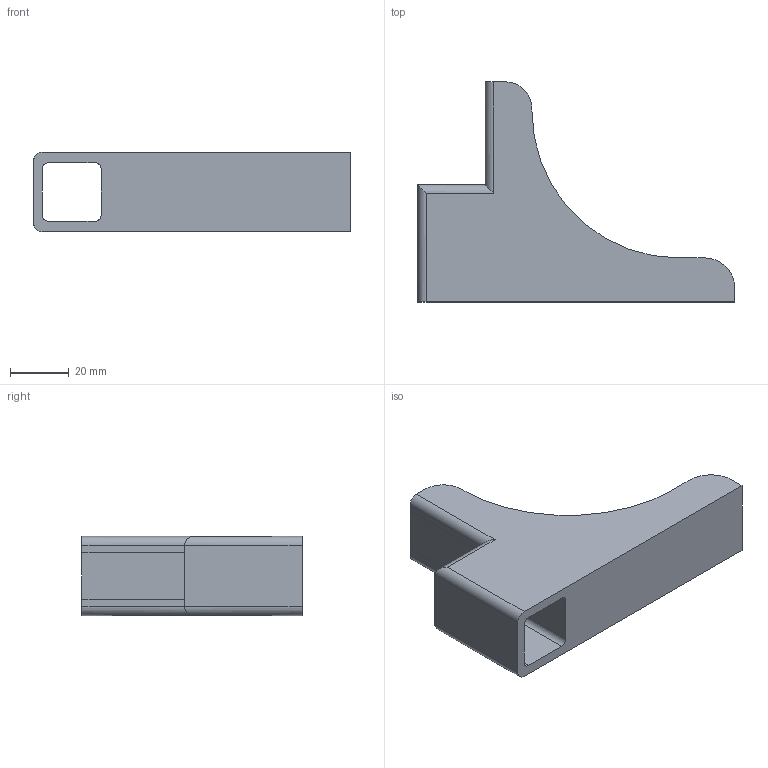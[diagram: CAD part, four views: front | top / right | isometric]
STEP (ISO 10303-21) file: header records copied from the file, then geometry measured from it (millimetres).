
FILE_DESCRIPTION(('FreeCAD Model'),'2;1');
FILE_NAME('Curve.step', '2018-03-01T20:14:20',('Author'),(''), 'Open CASCADE STEP processor 6.8','FreeCAD','Unknown');
FILE_SCHEMA(('AUTOMOTIVE_DESIGN_CC2 { 1 2 10303 214 -1 1 5 4 }'));
Length unit declared in the file: millimetre
Products named in the file (2): ASSEMBLY; Curve
Assembly tree (1 placements, depth 2):
  ASSEMBLY
    Curve
Bounding box: 108 x 75 x 27 mm (x, y, z)
Volume: 57968.7 mm3; surface area: 20322.3 mm2
Topology: 1 solids, 1 shells, 55 faces, 146 edges, 92 vertices
Faces by surface type: plane 30, cylinder 19, cone 6
Entity records: 3745 total; most frequent: CARTESIAN_POINT 845, DIRECTION 532, LINE 318, VECTOR 318, ORIENTED_EDGE 292, PCURVE 292, DEFINITIONAL_REPRESENTATION 292, EDGE_CURVE 146
